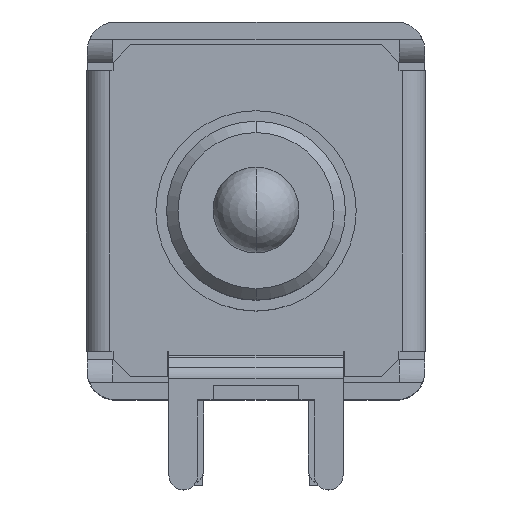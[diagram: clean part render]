
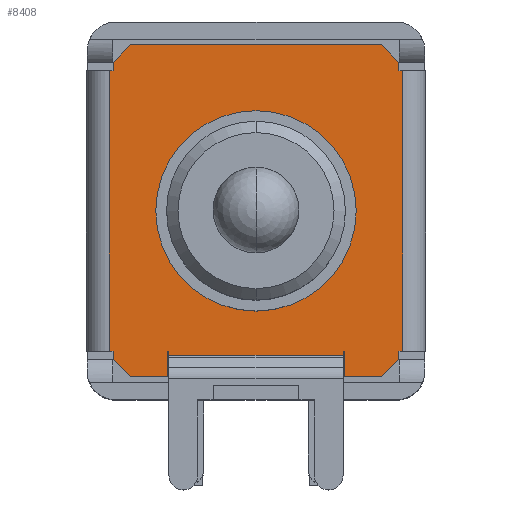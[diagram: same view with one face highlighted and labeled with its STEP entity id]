
A CAD part, top view. The second image highlights one B-rep face of the part: STEP entity #8408.
In plain terms, the highlighted planar face has unit normal (0, 0, 1).
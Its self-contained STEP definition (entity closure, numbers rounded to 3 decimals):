
#223=DIRECTION('',(1.,0.,0.));
#224=VECTOR('',#223,6.08);
#225=CARTESIAN_POINT('',(-3.04,-5.043,0.4));
#226=LINE('',#225,#224);
#227=DIRECTION('',(-1.,0.,0.));
#228=VECTOR('',#227,0.05);
#229=CARTESIAN_POINT('',(3.09,-4.9,0.4));
#230=LINE('',#229,#228);
#231=DIRECTION('',(0.,-1.,0.));
#232=VECTOR('',#231,0.143);
#233=CARTESIAN_POINT('',(3.04,-4.9,0.4));
#234=LINE('',#233,#232);
#235=DIRECTION('',(0.,1.,0.));
#236=VECTOR('',#235,0.143);
#237=CARTESIAN_POINT('',(-3.04,-5.043,0.4));
#238=LINE('',#237,#236);
#239=DIRECTION('',(-1.,0.,0.));
#240=VECTOR('',#239,0.05);
#241=CARTESIAN_POINT('',(-3.04,-4.9,0.4));
#242=LINE('',#241,#240);
#243=DIRECTION('',(0.,-1.,0.));
#244=VECTOR('',#243,0.9);
#245=CARTESIAN_POINT('',(-3.09,-4.9,0.4));
#246=LINE('',#245,#244);
#247=DIRECTION('',(-0.707,0.707,0.));
#248=VECTOR('',#247,0.849);
#249=CARTESIAN_POINT('',(-4.395,-5.8,0.4));
#250=LINE('',#249,#248);
#251=DIRECTION('',(-1.,0.,0.));
#252=VECTOR('',#251,0.13);
#253=CARTESIAN_POINT('',(-4.995,-4.9,0.4));
#254=LINE('',#253,#252);
#255=DIRECTION('',(0.,1.,0.));
#256=VECTOR('',#255,0.3);
#257=CARTESIAN_POINT('',(-4.995,4.9,0.4));
#258=LINE('',#257,#256);
#259=DIRECTION('',(0.707,0.707,0.));
#260=VECTOR('',#259,0.849);
#261=CARTESIAN_POINT('',(-4.995,5.2,0.4));
#262=LINE('',#261,#260);
#263=DIRECTION('',(1.,0.,0.));
#264=VECTOR('',#263,8.79);
#265=CARTESIAN_POINT('',(-4.395,5.8,0.4));
#266=LINE('',#265,#264);
#267=DIRECTION('',(0.707,-0.707,0.));
#268=VECTOR('',#267,0.849);
#269=CARTESIAN_POINT('',(4.395,5.8,0.4));
#270=LINE('',#269,#268);
#271=DIRECTION('',(1.,0.,0.));
#272=VECTOR('',#271,0.13);
#273=CARTESIAN_POINT('',(4.995,4.9,0.4));
#274=LINE('',#273,#272);
#275=DIRECTION('',(0.,-1.,0.));
#276=VECTOR('',#275,0.3);
#277=CARTESIAN_POINT('',(4.995,-4.9,0.4));
#278=LINE('',#277,#276);
#279=DIRECTION('',(-0.707,-0.707,0.));
#280=VECTOR('',#279,0.849);
#281=CARTESIAN_POINT('',(4.995,-5.2,0.4));
#282=LINE('',#281,#280);
#283=DIRECTION('',(0.,-1.,0.));
#284=VECTOR('',#283,0.9);
#285=CARTESIAN_POINT('',(3.09,-4.9,0.4));
#286=LINE('',#285,#284);
#295=DIRECTION('',(1.,0.,0.));
#296=VECTOR('',#295,1.305);
#297=CARTESIAN_POINT('',(3.09,-5.8,0.4));
#298=LINE('',#297,#296);
#343=DIRECTION('',(0.,-1.,0.));
#344=VECTOR('',#343,0.3);
#345=CARTESIAN_POINT('',(-4.995,-4.9,0.4));
#346=LINE('',#345,#344);
#378=DIRECTION('',(0.,-1.,0.));
#379=VECTOR('',#378,9.8);
#380=CARTESIAN_POINT('',(-5.125,4.9,0.4));
#381=LINE('',#380,#379);
#590=DIRECTION('',(0.,1.,0.));
#591=VECTOR('',#590,9.8);
#592=CARTESIAN_POINT('',(5.125,-4.9,0.4));
#593=LINE('',#592,#591);
#638=DIRECTION('',(1.,0.,0.));
#639=VECTOR('',#638,0.13);
#640=CARTESIAN_POINT('',(4.995,-4.9,0.4));
#641=LINE('',#640,#639);
#699=DIRECTION('',(-1.,0.,0.));
#700=VECTOR('',#699,0.13);
#701=CARTESIAN_POINT('',(-4.995,4.9,0.4));
#702=LINE('',#701,#700);
#739=DIRECTION('',(0.,1.,0.));
#740=VECTOR('',#739,0.3);
#741=CARTESIAN_POINT('',(4.995,4.9,0.4));
#742=LINE('',#741,#740);
#3199=DIRECTION('',(1.,0.,0.));
#3200=VECTOR('',#3199,1.305);
#3201=CARTESIAN_POINT('',(-4.395,-5.8,0.4));
#3202=LINE('',#3201,#3200);
#6455=CARTESIAN_POINT('',(-3.04,-5.043,0.4));
#6456=VERTEX_POINT('',#6455);
#6459=CARTESIAN_POINT('',(3.04,-5.043,0.4));
#6460=VERTEX_POINT('',#6459);
#6463=CARTESIAN_POINT('',(3.04,-4.9,0.4));
#6464=VERTEX_POINT('',#6463);
#6467=CARTESIAN_POINT('',(3.09,-4.9,0.4));
#6468=VERTEX_POINT('',#6467);
#6469=CARTESIAN_POINT('',(-3.04,-4.9,0.4));
#6470=VERTEX_POINT('',#6469);
#6471=CARTESIAN_POINT('',(-3.09,-4.9,0.4));
#6472=VERTEX_POINT('',#6471);
#6473=CARTESIAN_POINT('',(-3.09,-5.8,0.4));
#6474=VERTEX_POINT('',#6473);
#6475=CARTESIAN_POINT('',(-4.395,-5.8,0.4));
#6476=VERTEX_POINT('',#6475);
#6477=CARTESIAN_POINT('',(-4.995,-5.2,0.4));
#6478=VERTEX_POINT('',#6477);
#6479=CARTESIAN_POINT('',(-4.995,-4.9,0.4));
#6480=VERTEX_POINT('',#6479);
#6481=CARTESIAN_POINT('',(-5.125,-4.9,0.4));
#6482=VERTEX_POINT('',#6481);
#6483=CARTESIAN_POINT('',(-5.125,4.9,0.4));
#6484=VERTEX_POINT('',#6483);
#6485=CARTESIAN_POINT('',(-4.995,4.9,0.4));
#6486=VERTEX_POINT('',#6485);
#6487=CARTESIAN_POINT('',(-4.995,5.2,0.4));
#6488=VERTEX_POINT('',#6487);
#6489=CARTESIAN_POINT('',(-4.395,5.8,0.4));
#6490=VERTEX_POINT('',#6489);
#6491=CARTESIAN_POINT('',(4.395,5.8,0.4));
#6492=VERTEX_POINT('',#6491);
#6493=CARTESIAN_POINT('',(4.995,5.2,0.4));
#6494=VERTEX_POINT('',#6493);
#6495=CARTESIAN_POINT('',(4.995,4.9,0.4));
#6496=VERTEX_POINT('',#6495);
#6497=CARTESIAN_POINT('',(5.125,4.9,0.4));
#6498=VERTEX_POINT('',#6497);
#6499=CARTESIAN_POINT('',(5.125,-4.9,0.4));
#6500=VERTEX_POINT('',#6499);
#6501=CARTESIAN_POINT('',(4.995,-4.9,0.4));
#6502=VERTEX_POINT('',#6501);
#6503=CARTESIAN_POINT('',(4.995,-5.2,0.4));
#6504=VERTEX_POINT('',#6503);
#6505=CARTESIAN_POINT('',(4.395,-5.8,0.4));
#6506=VERTEX_POINT('',#6505);
#6507=CARTESIAN_POINT('',(3.09,-5.8,0.4));
#6508=VERTEX_POINT('',#6507);
#8354=CARTESIAN_POINT('',(5.925,5.8,0.4));
#8355=DIRECTION('',(0.,0.,1.));
#8356=DIRECTION('',(-1.,0.,0.));
#8357=AXIS2_PLACEMENT_3D('',#8354,#8355,#8356);
#8358=PLANE('',#8357);
#8360=ORIENTED_EDGE('',*,*,#8359,.T.);
#8362=ORIENTED_EDGE('',*,*,#8361,.T.);
#8363=ORIENTED_EDGE('',*,*,#8349,.F.);
#8365=ORIENTED_EDGE('',*,*,#8364,.T.);
#8367=ORIENTED_EDGE('',*,*,#8366,.T.);
#8369=ORIENTED_EDGE('',*,*,#8368,.T.);
#8371=ORIENTED_EDGE('',*,*,#8370,.F.);
#8373=ORIENTED_EDGE('',*,*,#8372,.T.);
#8375=ORIENTED_EDGE('',*,*,#8374,.F.);
#8377=ORIENTED_EDGE('',*,*,#8376,.T.);
#8379=ORIENTED_EDGE('',*,*,#8378,.F.);
#8381=ORIENTED_EDGE('',*,*,#8380,.F.);
#8383=ORIENTED_EDGE('',*,*,#8382,.T.);
#8385=ORIENTED_EDGE('',*,*,#8384,.T.);
#8387=ORIENTED_EDGE('',*,*,#8386,.T.);
#8389=ORIENTED_EDGE('',*,*,#8388,.T.);
#8391=ORIENTED_EDGE('',*,*,#8390,.F.);
#8393=ORIENTED_EDGE('',*,*,#8392,.T.);
#8395=ORIENTED_EDGE('',*,*,#8394,.F.);
#8397=ORIENTED_EDGE('',*,*,#8396,.F.);
#8399=ORIENTED_EDGE('',*,*,#8398,.T.);
#8401=ORIENTED_EDGE('',*,*,#8400,.T.);
#8403=ORIENTED_EDGE('',*,*,#8402,.F.);
#8405=ORIENTED_EDGE('',*,*,#8404,.F.);
#8406=EDGE_LOOP('',(#8360,#8362,#8363,#8365,#8367,#8369,#8371,#8373,#8375,#8377,
#8379,#8381,#8383,#8385,#8387,#8389,#8391,#8393,#8395,#8397,#8399,#8401,#8403,
#8405));
#8407=FACE_OUTER_BOUND('',#8406,.F.);
#8408=ADVANCED_FACE('',(#8407),#8358,.T.);
#8349=EDGE_CURVE('',#6456,#6460,#226,.T.);
#8359=EDGE_CURVE('',#6468,#6464,#230,.T.);
#8361=EDGE_CURVE('',#6464,#6460,#234,.T.);
#8364=EDGE_CURVE('',#6456,#6470,#238,.T.);
#8366=EDGE_CURVE('',#6470,#6472,#242,.T.);
#8368=EDGE_CURVE('',#6472,#6474,#246,.T.);
#8370=EDGE_CURVE('',#6476,#6474,#3202,.T.);
#8372=EDGE_CURVE('',#6476,#6478,#250,.T.);
#8374=EDGE_CURVE('',#6480,#6478,#346,.T.);
#8376=EDGE_CURVE('',#6480,#6482,#254,.T.);
#8378=EDGE_CURVE('',#6484,#6482,#381,.T.);
#8380=EDGE_CURVE('',#6486,#6484,#702,.T.);
#8382=EDGE_CURVE('',#6486,#6488,#258,.T.);
#8384=EDGE_CURVE('',#6488,#6490,#262,.T.);
#8386=EDGE_CURVE('',#6490,#6492,#266,.T.);
#8388=EDGE_CURVE('',#6492,#6494,#270,.T.);
#8390=EDGE_CURVE('',#6496,#6494,#742,.T.);
#8392=EDGE_CURVE('',#6496,#6498,#274,.T.);
#8394=EDGE_CURVE('',#6500,#6498,#593,.T.);
#8396=EDGE_CURVE('',#6502,#6500,#641,.T.);
#8398=EDGE_CURVE('',#6502,#6504,#278,.T.);
#8400=EDGE_CURVE('',#6504,#6506,#282,.T.);
#8402=EDGE_CURVE('',#6508,#6506,#298,.T.);
#8404=EDGE_CURVE('',#6468,#6508,#286,.T.);
